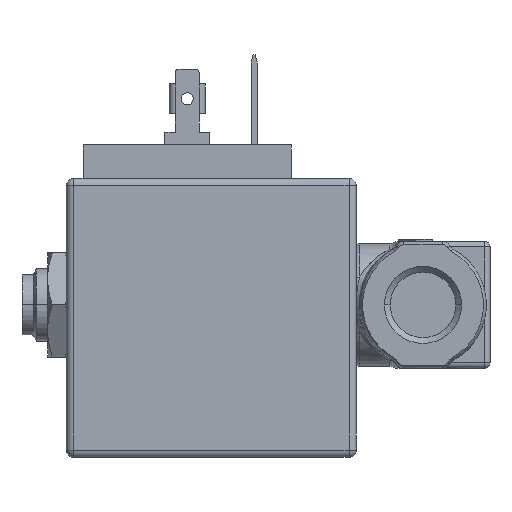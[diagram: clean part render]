
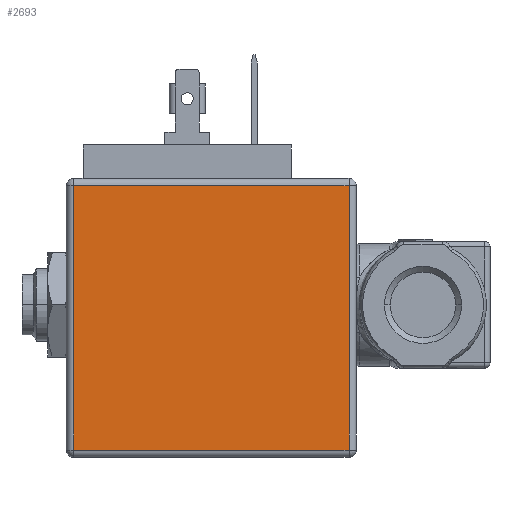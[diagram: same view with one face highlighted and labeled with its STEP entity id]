
A CAD part, left-side view. The second image highlights one B-rep face of the part: STEP entity #2693.
In plain terms, the highlighted planar face has unit normal (-1, 0, 0).
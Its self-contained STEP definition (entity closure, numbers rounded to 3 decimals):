
#210=DIRECTION('',(0.,1.,0.));
#211=VECTOR('',#210,37.);
#212=CARTESIAN_POINT('',(-15.,18.95,16.));
#213=LINE('',#212,#211);
#289=DIRECTION('',(0.,0.,-1.));
#290=VECTOR('',#289,35.5);
#291=CARTESIAN_POINT('',(-15.,55.95,16.));
#292=LINE('',#291,#290);
#326=DIRECTION('',(0.,-1.,0.));
#327=VECTOR('',#326,37.);
#328=CARTESIAN_POINT('',(-15.,55.95,-19.5));
#329=LINE('',#328,#327);
#334=DIRECTION('',(0.,0.,1.));
#335=VECTOR('',#334,35.5);
#336=CARTESIAN_POINT('',(-15.,18.95,-19.5));
#337=LINE('',#336,#335);
#1718=CARTESIAN_POINT('',(-15.,18.95,16.));
#1719=CARTESIAN_POINT('',(-15.,55.95,16.));
#1720=VERTEX_POINT('',#1718);
#1721=VERTEX_POINT('',#1719);
#1722=CARTESIAN_POINT('',(-15.,55.95,-19.5));
#1723=VERTEX_POINT('',#1722);
#1724=CARTESIAN_POINT('',(-15.,18.95,-19.5));
#1725=VERTEX_POINT('',#1724);
#2681=CARTESIAN_POINT('',(-15.,37.45,-1.75));
#2682=DIRECTION('',(1.,0.,0.));
#2683=DIRECTION('',(0.,0.,-1.));
#2684=AXIS2_PLACEMENT_3D('',#2681,#2682,#2683);
#2685=PLANE('',#2684);
#2686=ORIENTED_EDGE('',*,*,#2384,.F.);
#2688=ORIENTED_EDGE('',*,*,#2687,.F.);
#2689=ORIENTED_EDGE('',*,*,#2664,.F.);
#2690=ORIENTED_EDGE('',*,*,#2577,.F.);
#2691=EDGE_LOOP('',(#2686,#2688,#2689,#2690));
#2692=FACE_OUTER_BOUND('',#2691,.F.);
#2693=ADVANCED_FACE('',(#2692),#2685,.F.);
#2384=EDGE_CURVE('',#1720,#1721,#213,.T.);
#2577=EDGE_CURVE('',#1721,#1723,#292,.T.);
#2664=EDGE_CURVE('',#1723,#1725,#329,.T.);
#2687=EDGE_CURVE('',#1725,#1720,#337,.T.);
